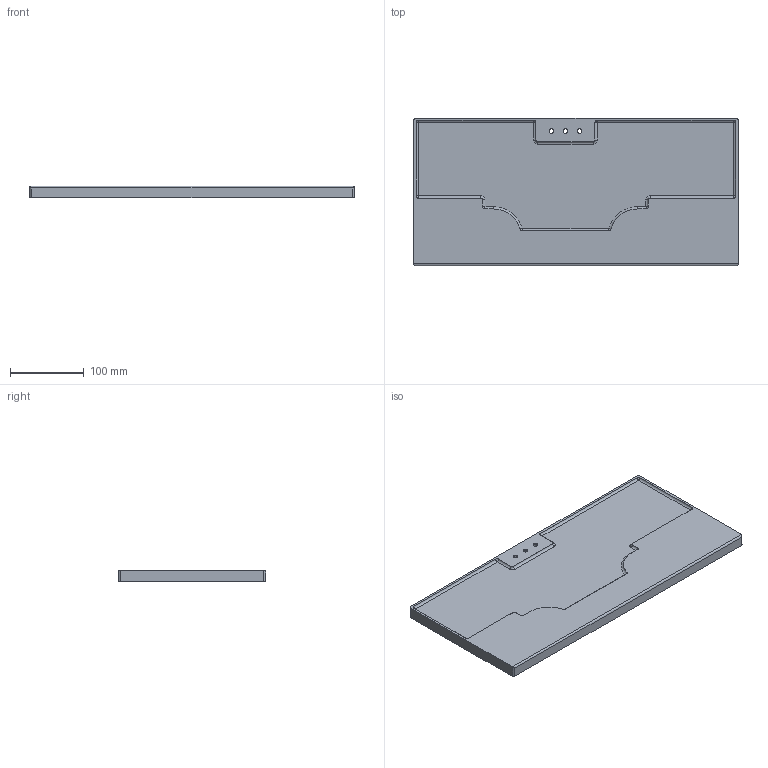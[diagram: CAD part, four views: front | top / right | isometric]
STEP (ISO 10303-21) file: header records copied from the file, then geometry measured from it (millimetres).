
FILE_DESCRIPTION(('FreeCAD Model'),'2;1');
FILE_NAME('case_nokeys_refined.step', '2018-04-14T20:27:14',('Author'),(''), 'Open CASCADE STEP processor 6.8','FreeCAD','Unknown');
FILE_SCHEMA(('AUTOMOTIVE_DESIGN_CC2 { 1 2 10303 214 -1 1 5 4 }'));
Length unit declared in the file: millimetre
Products named in the file (1): case_nokeys
Bounding box: 440 x 200 x 16 mm (x, y, z)
Volume: 565716.3 mm3; surface area: 222230.4 mm2
Topology: 1 solids, 1 shells, 242 faces, 653 edges, 416 vertices
Faces by surface type: cylinder 128, plane 96, bspline 18
Entity records: 31077 total; most frequent: CARTESIAN_POINT 19342, DIRECTION 1895, ORIENTED_EDGE 1288, PCURVE 1288, DEFINITIONAL_REPRESENTATION 1288, LINE 870, VECTOR 870, EDGE_CURVE 644
